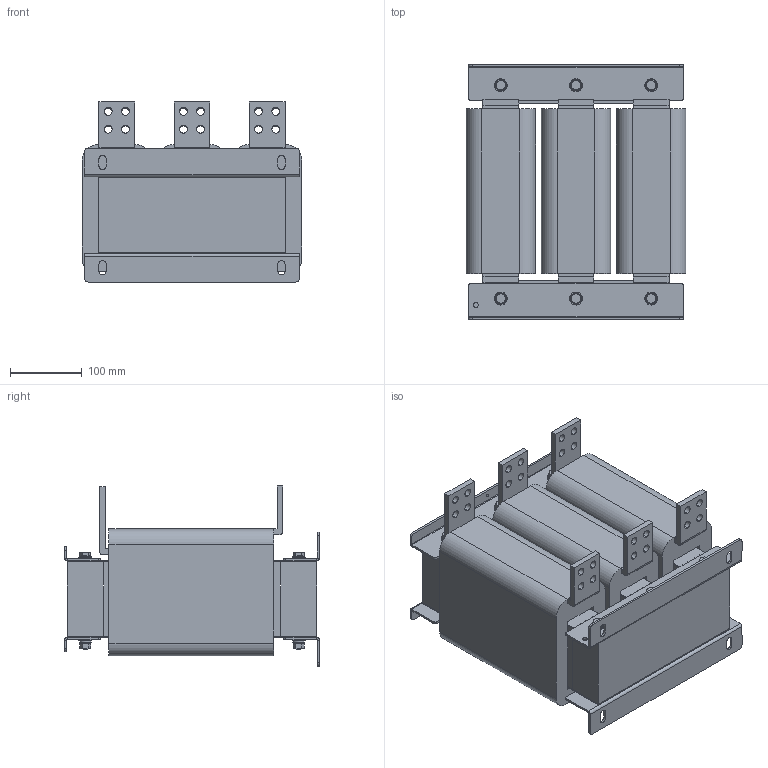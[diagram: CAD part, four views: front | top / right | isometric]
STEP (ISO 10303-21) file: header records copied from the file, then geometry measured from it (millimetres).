
FILE_DESCRIPTION (( 'STEP AP214' ), '1' );
FILE_NAME ('ACL-1000A-4.4V×°ÅäÌå1.STEP', '2025-05-07T05:16:31', ( '' ), ( '' ), 'SwSTEP 2.0', 'SolidWorks 2024', '' );
FILE_SCHEMA (( 'AUTOMOTIVE_DESIGN' ));
Length unit declared in the file: millimetre
Products named in the file (12): 平垫圈_C级-GBT95_8; 鞍形弹簧垫圈-GBT7245_8; 上支架300-50-20-3; 柱铁50-104-60; ACL-1000A-4.4V装配体1; 线圈ACL-1000A-4.4V; 下支架300-50-40-3; 直径8T字型绝缘垫; 1型六角螺母-GBT41_M8; 扼铁260-50-104; 铝拉板50-348-1.5; 六角头螺栓-GBT5782_M8X130
Assembly tree (69 placements, depth 2):
  ACL-1000A-4.4V装配体1
    扼铁260-50-104  x2
    铝拉板50-348-1.5  x6
    下支架300-50-40-3  x2
    直径8T字型绝缘垫  x12
    平垫圈_C级-GBT95_8  x12
    六角头螺栓-GBT5782_M8X130  x6
    鞍形弹簧垫圈-GBT7245_8  x6
    1型六角螺母-GBT41_M8  x6
    柱铁50-104-60  x12
    线圈ACL-1000A-4.4V  x3
    上支架300-50-20-3  x2
Bounding box: 307 x 356 x 251.5 mm (x, y, z)
Volume: 14658448.8 mm3; surface area: 1707235.4 mm2
Topology: 69 solids, 69 shells, 934 faces, 2194 edges, 1428 vertices
Faces by surface type: plane 464, cylinder 362, cone 108
Entity records: 7191 total; most frequent: CARTESIAN_POINT 1255, DIRECTION 1238, ORIENTED_EDGE 1024, EDGE_CURVE 512, AXIS2_PLACEMENT_3D 475, VERTEX_POINT 332, VECTOR 288, LINE 288
